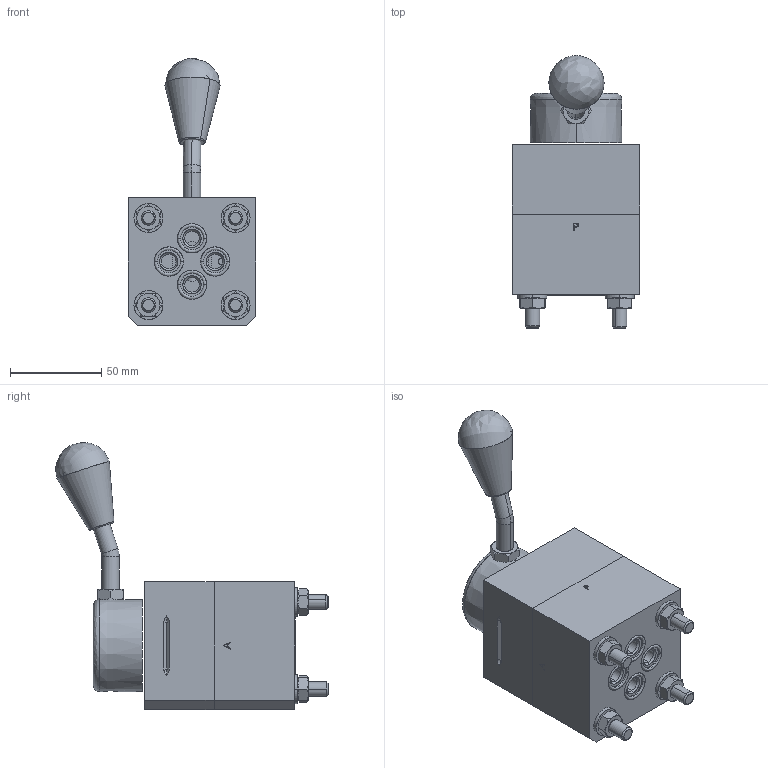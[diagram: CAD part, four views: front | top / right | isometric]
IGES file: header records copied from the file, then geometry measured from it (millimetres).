
Start section: SolidWorks IGES file using analytic representation for surfaces
Global section: file name: ECA'TSK6335-DV20.IGS; native system: SolidWorks 2015; preprocessor: SolidWorks 2015; author: afp; date: 160303.122626; units: millimetre
Bounding box: 70 x 149.12 x 146.07 mm (x, y, z)
Surface area: 63681.7 mm2 (no closed solid volume)
Topology: 0 solids, 0 shells, 326 faces, 4252 edges, 4244 vertices
Faces by surface type: bspline 173, revolution 153
